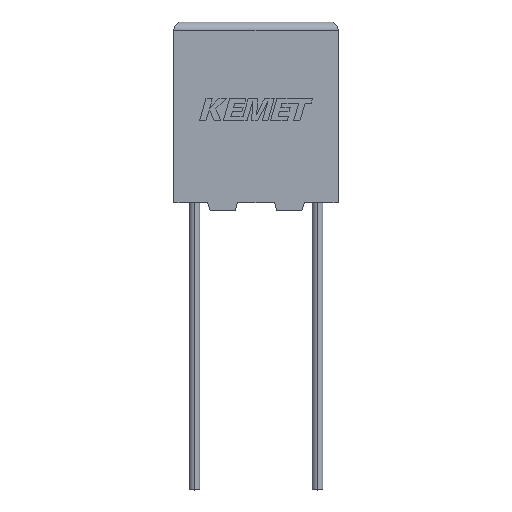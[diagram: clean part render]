
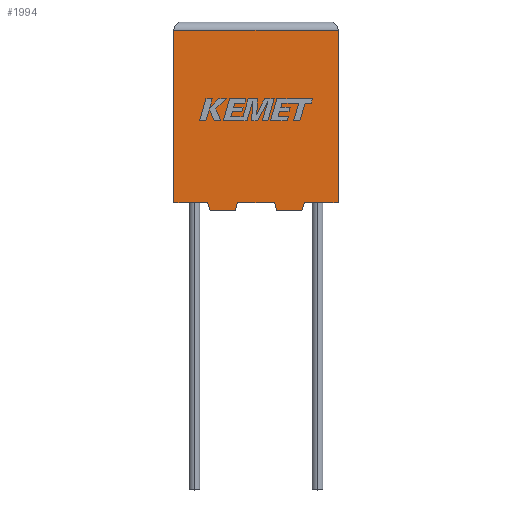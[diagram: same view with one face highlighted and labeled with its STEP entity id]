
A CAD part, top view. The second image highlights one B-rep face of the part: STEP entity #1994.
In plain terms, the highlighted planar face has unit normal (0, 0, 1).
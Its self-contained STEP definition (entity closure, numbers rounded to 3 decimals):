
#18 = CARTESIAN_POINT ( 'NONE',  ( 0., 10.5, 5.5 ) ) ;
#21 = CARTESIAN_POINT ( 'NONE',  ( 7.95, 0., 5.5 ) ) ;
#50 = EDGE_CURVE ( 'NONE', #564, #1451, #2188, .T. ) ;
#91 = DIRECTION ( 'NONE',  ( 0.287, 0.958, 0. ) ) ;
#92 = CARTESIAN_POINT ( 'NONE',  ( 0., 0., 5.5 ) ) ;
#140 = EDGE_CURVE ( 'NONE', #1124, #1851, #1552, .T. ) ;
#204 = VECTOR ( 'NONE', #2225, 1000. ) ;
#262 = CARTESIAN_POINT ( 'NONE',  ( 2.2, -0.5, 5.5 ) ) ;
#263 = VERTEX_POINT ( 'NONE', #2306 ) ;
#267 = VECTOR ( 'NONE', #617, 1000. ) ;
#304 = VECTOR ( 'NONE', #1924, 1000. ) ;
#328 = EDGE_CURVE ( 'NONE', #1724, #564, #1382, .T. ) ;
#412 = VECTOR ( 'NONE', #1569, 1000. ) ;
#467 = CARTESIAN_POINT ( 'NONE',  ( 0., 10.5, 5.5 ) ) ;
#521 = CARTESIAN_POINT ( 'NONE',  ( 10., 0., 5.5 ) ) ;
#564 = VERTEX_POINT ( 'NONE', #2933 ) ;
#617 = DIRECTION ( 'NONE',  ( 0., -1., 0. ) ) ;
#684 = ORIENTED_EDGE ( 'NONE', *, *, #140, .F. ) ;
#727 = DIRECTION ( 'NONE',  ( -1., 0., 0. ) ) ;
#728 = VECTOR ( 'NONE', #2094, 1000. ) ;
#759 = CARTESIAN_POINT ( 'NONE',  ( 3.88, 0., 5.5 ) ) ;
#776 = LINE ( 'NONE', #2850, #267 ) ;
#827 = EDGE_CURVE ( 'NONE', #263, #2366, #1554, .T. ) ;
#848 = VERTEX_POINT ( 'NONE', #967 ) ;
#863 = LINE ( 'NONE', #2721, #1020 ) ;
#874 = EDGE_CURVE ( 'NONE', #2980, #263, #1224, .T. ) ;
#966 = VERTEX_POINT ( 'NONE', #759 ) ;
#967 = CARTESIAN_POINT ( 'NONE',  ( 6.12, 0., 5.5 ) ) ;
#1020 = VECTOR ( 'NONE', #727, 1000. ) ;
#1026 = DIRECTION ( 'NONE',  ( -0.287, -0.958, 0. ) ) ;
#1060 = EDGE_CURVE ( 'NONE', #1124, #2980, #2619, .T. ) ;
#1070 = PLANE ( 'NONE',  #1473 ) ;
#1124 = VERTEX_POINT ( 'NONE', #2887 ) ;
#1141 = CARTESIAN_POINT ( 'NONE',  ( 0., 0., 5.5 ) ) ;
#1170 = LINE ( 'NONE', #1340, #412 ) ;
#1188 = CARTESIAN_POINT ( 'NONE',  ( 2.05, 0., 5.5 ) ) ;
#1224 = LINE ( 'NONE', #521, #2512 ) ;
#1268 = DIRECTION ( 'NONE',  ( 0., 1., 0. ) ) ;
#1329 = VECTOR ( 'NONE', #2361, 1000. ) ;
#1331 = CARTESIAN_POINT ( 'NONE',  ( 7.8, -0.5, 5.5 ) ) ;
#1333 = EDGE_CURVE ( 'NONE', #1851, #2625, #863, .T. ) ;
#1340 = CARTESIAN_POINT ( 'NONE',  ( 6.27, -0.5, 5.5 ) ) ;
#1369 = CARTESIAN_POINT ( 'NONE',  ( 0., 0., 5.5 ) ) ;
#1382 = LINE ( 'NONE', #1593, #728 ) ;
#1389 = LINE ( 'NONE', #1673, #304 ) ;
#1405 = CARTESIAN_POINT ( 'NONE',  ( 3.73, -0.5, 5.5 ) ) ;
#1451 = VERTEX_POINT ( 'NONE', #2072 ) ;
#1473 = AXIS2_PLACEMENT_3D ( 'NONE', #1369, #2389, #2149 ) ;
#1491 = ORIENTED_EDGE ( 'NONE', *, *, #1671, .T. ) ;
#1494 = ORIENTED_EDGE ( 'NONE', *, *, #3128, .F. ) ;
#1552 = LINE ( 'NONE', #21, #2703 ) ;
#1554 = LINE ( 'NONE', #467, #2905 ) ;
#1569 = DIRECTION ( 'NONE',  ( -0.287, 0.958, 0. ) ) ;
#1593 = CARTESIAN_POINT ( 'NONE',  ( 2.05, 0., 5.5 ) ) ;
#1661 = DIRECTION ( 'NONE',  ( -1., 0., 0. ) ) ;
#1671 = EDGE_CURVE ( 'NONE', #966, #848, #2616, .T. ) ;
#1673 = CARTESIAN_POINT ( 'NONE',  ( 0., 0., 5.5 ) ) ;
#1690 = ORIENTED_EDGE ( 'NONE', *, *, #1333, .F. ) ;
#1724 = VERTEX_POINT ( 'NONE', #1188 ) ;
#1782 = VECTOR ( 'NONE', #91, 1000. ) ;
#1835 = CARTESIAN_POINT ( 'NONE',  ( 0., 0., 5.5 ) ) ;
#1851 = VERTEX_POINT ( 'NONE', #1331 ) ;
#1924 = DIRECTION ( 'NONE',  ( 1., 0., 0. ) ) ;
#1974 = ORIENTED_EDGE ( 'NONE', *, *, #2534, .T. ) ;
#1994 = ADVANCED_FACE ( 'NONE', ( #2772 ), #1070, .F. ) ;
#2072 = CARTESIAN_POINT ( 'NONE',  ( 3.73, -0.5, 5.5 ) ) ;
#2094 = DIRECTION ( 'NONE',  ( 0.287, -0.958, 0. ) ) ;
#2115 = ORIENTED_EDGE ( 'NONE', *, *, #328, .T. ) ;
#2126 = EDGE_LOOP ( 'NONE', ( #2988, #2283, #2787, #2664, #2115, #2432, #1974, #1491, #1494, #1690, #684, #2328 ) ) ;
#2149 = DIRECTION ( 'NONE',  ( -1., 0., 0. ) ) ;
#2188 = LINE ( 'NONE', #262, #204 ) ;
#2225 = DIRECTION ( 'NONE',  ( 1., 0., 0. ) ) ;
#2267 = CARTESIAN_POINT ( 'NONE',  ( 10., 0., 5.5 ) ) ;
#2283 = ORIENTED_EDGE ( 'NONE', *, *, #827, .T. ) ;
#2306 = CARTESIAN_POINT ( 'NONE',  ( 10., 10.5, 5.5 ) ) ;
#2328 = ORIENTED_EDGE ( 'NONE', *, *, #1060, .T. ) ;
#2361 = DIRECTION ( 'NONE',  ( 1., 0., 0. ) ) ;
#2366 = VERTEX_POINT ( 'NONE', #18 ) ;
#2389 = DIRECTION ( 'NONE',  ( 0., 0., -1. ) ) ;
#2432 = ORIENTED_EDGE ( 'NONE', *, *, #50, .T. ) ;
#2459 = LINE ( 'NONE', #1405, #1782 ) ;
#2512 = VECTOR ( 'NONE', #1268, 1000. ) ;
#2534 = EDGE_CURVE ( 'NONE', #1451, #966, #2459, .T. ) ;
#2589 = DIRECTION ( 'NONE',  ( 1., 0., 0. ) ) ;
#2616 = LINE ( 'NONE', #92, #1329 ) ;
#2619 = LINE ( 'NONE', #1835, #3095 ) ;
#2625 = VERTEX_POINT ( 'NONE', #2801 ) ;
#2664 = ORIENTED_EDGE ( 'NONE', *, *, #3223, .T. ) ;
#2703 = VECTOR ( 'NONE', #1026, 1000. ) ;
#2721 = CARTESIAN_POINT ( 'NONE',  ( 7.8, -0.5, 5.5 ) ) ;
#2768 = VERTEX_POINT ( 'NONE', #1141 ) ;
#2772 = FACE_OUTER_BOUND ( 'NONE', #2126, .T. ) ;
#2787 = ORIENTED_EDGE ( 'NONE', *, *, #2884, .T. ) ;
#2801 = CARTESIAN_POINT ( 'NONE',  ( 6.27, -0.5, 5.5 ) ) ;
#2850 = CARTESIAN_POINT ( 'NONE',  ( 0., 0., 5.5 ) ) ;
#2884 = EDGE_CURVE ( 'NONE', #2366, #2768, #776, .T. ) ;
#2887 = CARTESIAN_POINT ( 'NONE',  ( 7.95, 0., 5.5 ) ) ;
#2905 = VECTOR ( 'NONE', #1661, 1000. ) ;
#2933 = CARTESIAN_POINT ( 'NONE',  ( 2.2, -0.5, 5.5 ) ) ;
#2980 = VERTEX_POINT ( 'NONE', #2267 ) ;
#2988 = ORIENTED_EDGE ( 'NONE', *, *, #874, .T. ) ;
#3095 = VECTOR ( 'NONE', #2589, 1000. ) ;
#3128 = EDGE_CURVE ( 'NONE', #2625, #848, #1170, .T. ) ;
#3223 = EDGE_CURVE ( 'NONE', #2768, #1724, #1389, .T. ) ;
